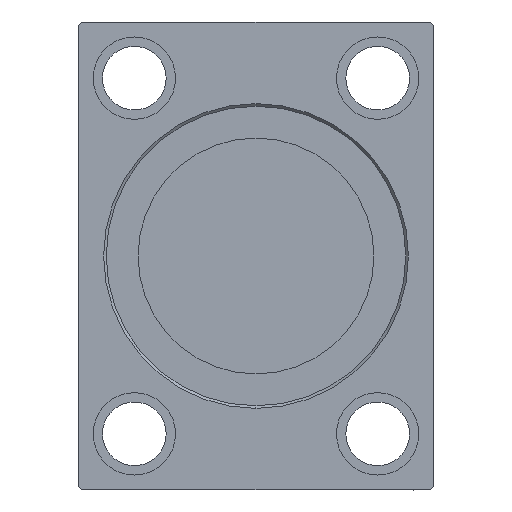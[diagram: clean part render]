
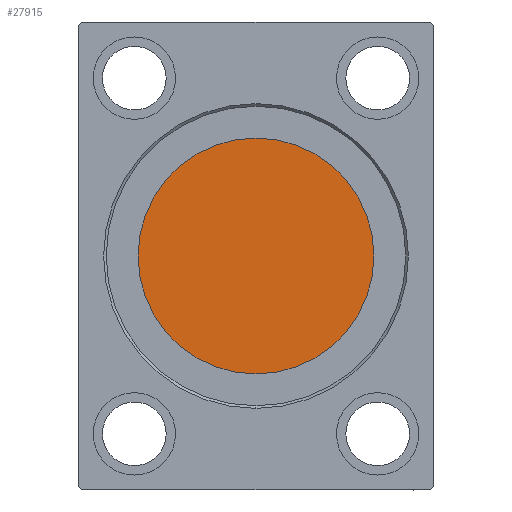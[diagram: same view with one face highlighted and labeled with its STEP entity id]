
A CAD part, left-side view. The second image highlights one B-rep face of the part: STEP entity #27915.
In plain terms, the highlighted planar face has unit normal (-1, 0, 0).
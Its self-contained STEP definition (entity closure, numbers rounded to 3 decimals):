
#642 = PLANE ( 'NONE',  #14866 ) ;
#1407 = ORIENTED_EDGE ( 'NONE', *, *, #41652, .T. ) ;
#5833 = AXIS2_PLACEMENT_3D ( 'NONE', #29427, #13967, #13327 ) ;
#7572 = DIRECTION ( 'NONE',  ( -1., 0., 0. ) ) ;
#10928 = CARTESIAN_POINT ( 'NONE',  ( 170.2, 0., 0. ) ) ;
#13327 = DIRECTION ( 'NONE',  ( 0., 0., 1. ) ) ;
#13967 = DIRECTION ( 'NONE',  ( -1., 0., 0. ) ) ;
#14866 = AXIS2_PLACEMENT_3D ( 'NONE', #10928, #36492, #33901 ) ;
#15985 = CARTESIAN_POINT ( 'NONE',  ( 170.2, 0., -31.5 ) ) ;
#16431 = CARTESIAN_POINT ( 'NONE',  ( 170.2, 0., 31.5 ) ) ;
#17156 = FACE_OUTER_BOUND ( 'NONE', #37113, .T. ) ;
#20990 = VERTEX_POINT ( 'NONE', #16431 ) ;
#21611 = EDGE_CURVE ( 'NONE', #20990, #32443, #25719, .T. ) ;
#24316 = DIRECTION ( 'NONE',  ( 0., 0., 1. ) ) ;
#25423 = ORIENTED_EDGE ( 'NONE', *, *, #21611, .T. ) ;
#25719 = CIRCLE ( 'NONE', #5833, 31.5 ) ;
#27915 = ADVANCED_FACE ( 'NONE', ( #17156 ), #642, .T. ) ;
#29427 = CARTESIAN_POINT ( 'NONE',  ( 170.2, 0., 0. ) ) ;
#31266 = CIRCLE ( 'NONE', #41560, 31.5 ) ;
#32443 = VERTEX_POINT ( 'NONE', #15985 ) ;
#33901 = DIRECTION ( 'NONE',  ( 0., 0., 1. ) ) ;
#36492 = DIRECTION ( 'NONE',  ( -1., 0., 0. ) ) ;
#37113 = EDGE_LOOP ( 'NONE', ( #25423, #1407 ) ) ;
#37635 = CARTESIAN_POINT ( 'NONE',  ( 170.2, 0., 0. ) ) ;
#41560 = AXIS2_PLACEMENT_3D ( 'NONE', #37635, #7572, #24316 ) ;
#41652 = EDGE_CURVE ( 'NONE', #32443, #20990, #31266, .T. ) ;
